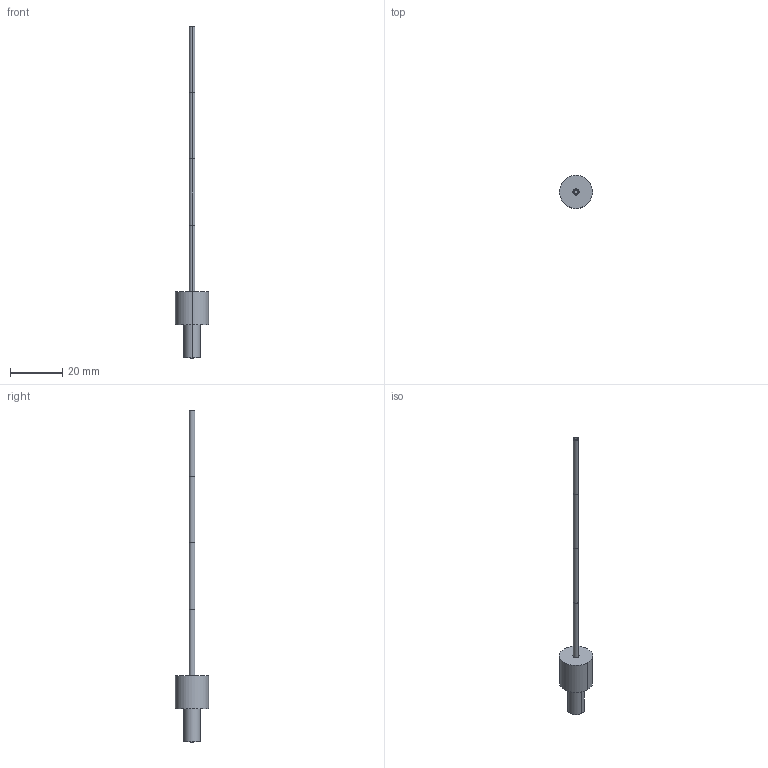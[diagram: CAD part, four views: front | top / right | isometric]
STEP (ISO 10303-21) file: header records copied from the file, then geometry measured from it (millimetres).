
FILE_DESCRIPTION((''),'2;1');
FILE_NAME('188741_ASM','2016-01-12T',('pdmadmin'),(''),'PRO/ENGINEER BY PARAMETRIC TECHNOLOGY CORPORATION, 2013230','PRO/ENGINEER BY PARAMETRIC TECHNOLOGY CORPORATION, 2013230','');
FILE_SCHEMA(('CONFIG_CONTROL_DESIGN'));
Length unit declared in the file: inch
Products named in the file (7): 39399_AF0; 39681_AF0; 39681_AF1; 39681_AF2; 39681_AF3; FIBER_CORE_060_AF0; 188741_ASM
Assembly tree (6 placements, depth 2):
  188741_ASM
    39399_AF0
    39681_AF0
    39681_AF1
    39681_AF2
    39681_AF3
    FIBER_CORE_060_AF0
Bounding box: 12.7 x 12.7 x 127 mm (x, y, z)
Volume: 2152.1 mm3; surface area: 2399.5 mm2
Topology: 6 solids, 6 shells, 41 faces, 80 edges, 52 vertices
Faces by surface type: cylinder 26, plane 13, cone 2
Entity records: 1276 total; most frequent: DIRECTION 240, CARTESIAN_POINT 186, ORIENTED_EDGE 160, AXIS2_PLACEMENT_3D 106, EDGE_CURVE 80, VERTEX_POINT 52, EDGE_LOOP 52, CIRCLE 52
